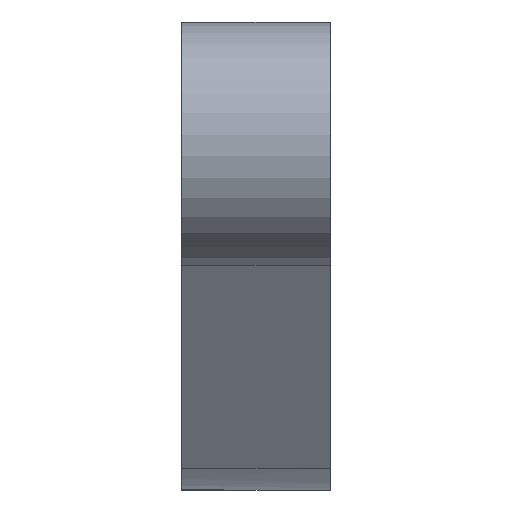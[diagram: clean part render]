
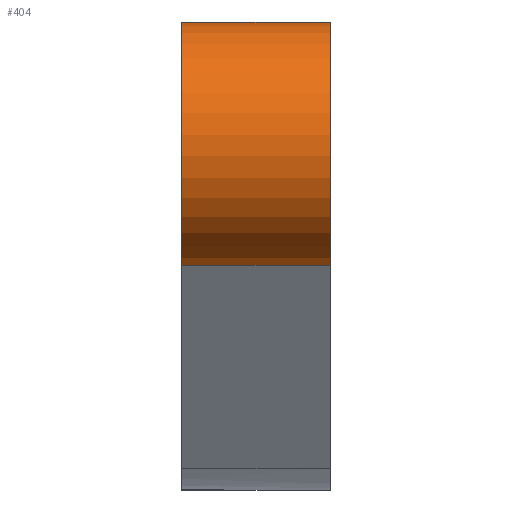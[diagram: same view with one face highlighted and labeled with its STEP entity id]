
A CAD part, left-side view. The second image highlights one B-rep face of the part: STEP entity #404.
In plain terms, the highlighted free-form (B-spline) face has degree [3, 1] with [4, 2] control points.
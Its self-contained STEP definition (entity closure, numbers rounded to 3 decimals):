
#30=LINE('',#590,#46);
#43=LINE('',#687,#59);
#46=VECTOR('',#465,1000.);
#59=VECTOR('',#482,1000.);
#136=ORIENTED_EDGE('',*,*,#248,.F.);
#137=ORIENTED_EDGE('',*,*,#219,.F.);
#138=ORIENTED_EDGE('',*,*,#249,.T.);
#139=ORIENTED_EDGE('',*,*,#241,.T.);
#219=EDGE_CURVE('',#279,#276,#30,.T.);
#241=EDGE_CURVE('',#297,#299,#43,.T.);
#248=EDGE_CURVE('',#276,#299,#316,.T.);
#249=EDGE_CURVE('',#279,#297,#317,.T.);
#276=VERTEX_POINT('',#581);
#279=VERTEX_POINT('',#589);
#297=VERTEX_POINT('',#679);
#299=VERTEX_POINT('',#686);
#316=CIRCLE('',#441,5.);
#317=CIRCLE('',#442,5.);
#334=EDGE_LOOP('',(#136,#137,#138,#139));
#364=FACE_BOUND('',#334,.T.);
#388=(
BOUNDED_SURFACE()
B_SPLINE_SURFACE(3,1,((#718,#719),(#720,#721),(#722,#723),(#724,#725)),
 .CYLINDRICAL_SURF.,.F.,.F.,.F.)
B_SPLINE_SURFACE_WITH_KNOTS((4,4),(2,2),(0.,1.),(0.045,0.955),
 .PIECEWISE_BEZIER_KNOTS.)
GEOMETRIC_REPRESENTATION_ITEM()
RATIONAL_B_SPLINE_SURFACE(((1.,1.),(0.333,0.333),
(0.333,0.333),(1.,1.)))
REPRESENTATION_ITEM('')
SURFACE()
);
#404=ADVANCED_FACE('',(#364),#388,.T.);
#441=AXIS2_PLACEMENT_3D('',#726,#495,#496);
#442=AXIS2_PLACEMENT_3D('',#727,#497,#498);
#465=DIRECTION('',(0.,1.,0.));
#482=DIRECTION('',(0.,1.,0.));
#495=DIRECTION('',(0.,1.,0.));
#496=DIRECTION('',(0.,0.,-1.));
#497=DIRECTION('',(0.,1.,0.));
#498=DIRECTION('',(0.,0.,-1.));
#581=CARTESIAN_POINT('',(-64.351,12.75,104.239));
#589=CARTESIAN_POINT('',(-64.351,6.75,104.239));
#590=CARTESIAN_POINT('',(-64.351,6.75,104.239));
#679=CARTESIAN_POINT('',(-61.763,6.75,113.898));
#686=CARTESIAN_POINT('',(-61.763,12.75,113.898));
#687=CARTESIAN_POINT('',(-61.763,6.75,113.898));
#718=CARTESIAN_POINT('',(-64.351,6.75,104.239));
#719=CARTESIAN_POINT('',(-64.351,12.75,104.239));
#720=CARTESIAN_POINT('',(-74.011,6.75,106.827));
#721=CARTESIAN_POINT('',(-74.011,12.75,106.827));
#722=CARTESIAN_POINT('',(-71.423,6.75,116.486));
#723=CARTESIAN_POINT('',(-71.423,12.75,116.486));
#724=CARTESIAN_POINT('',(-61.763,6.75,113.898));
#725=CARTESIAN_POINT('',(-61.763,12.75,113.898));
#726=CARTESIAN_POINT('',(-63.057,12.75,109.069));
#727=CARTESIAN_POINT('',(-63.057,6.75,109.069));
